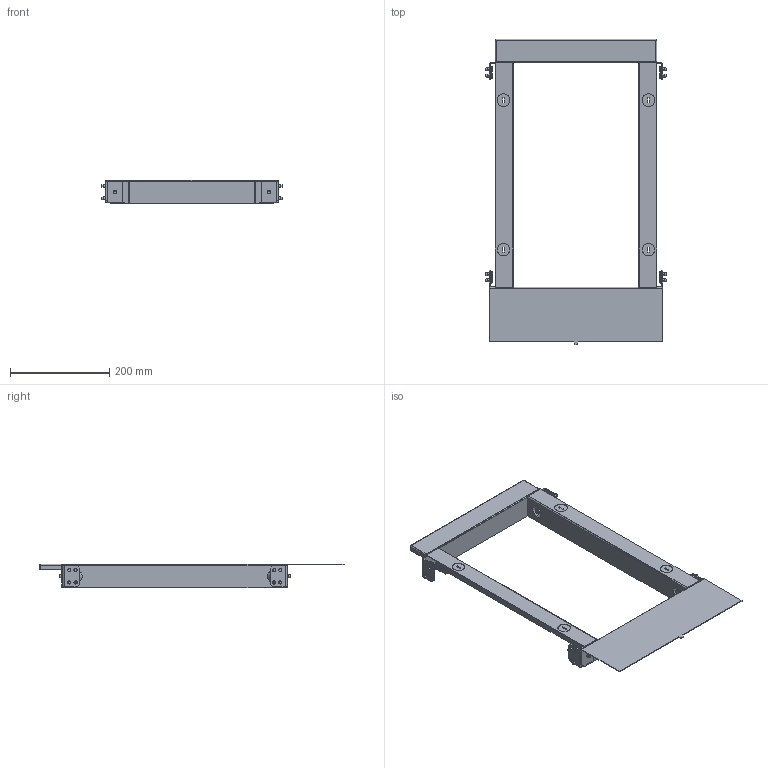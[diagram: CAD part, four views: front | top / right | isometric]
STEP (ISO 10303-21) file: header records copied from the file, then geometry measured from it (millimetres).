
FILE_DESCRIPTION(('STEP AP214'),'1');
FILE_NAME('cctmp_D3524412-57FB-4222-ABD4-1BD139109A1C_2024_05_06_11_42_45_0648..stp','2024-05-06T09:42:46',('SIEMENS A&D'),('CADClick - www.CADClick.com'),'Spatial InterOp 3D',' ','unknown authorization');
FILE_SCHEMA(('AUTOMOTIVE_DESIGN'));
Length unit declared in the file: millimetre
Products named in the file (29): cc_unnamed; 2024_05_06_11_42_45_0633; 2024_05_06_11_42_45_0601; 2024_05_06_11_42_45_0570; 2024_05_06_11_42_45_0539; 2024_05_06_11_42_45_0508; 2024_05_06_11_42_45_0476; 2024_05_06_11_42_45_0445; 2024_05_06_11_42_45_0414; 2024_05_06_11_42_45_0383; 2024_05_06_11_42_45_0351; 2024_05_06_11_42_45_0320; 2024_05_06_11_42_45_0289; 2024_05_06_11_42_45_0258; 2024_05_06_11_42_45_0226; 2024_05_06_11_42_45_0195; 2024_05_06_11_42_45_0164; 2024_05_06_11_42_45_0133; 2024_05_06_11_42_45_0101; 2024_05_06_11_42_45_0070; 2024_05_06_11_42_45_0032; 2024_05_06_11_42_45_0001; 2024_05_06_11_42_44_0969; 2024_05_06_11_42_44_0938; 2024_05_06_11_42_44_0907; 2024_05_06_11_42_44_0844; 2024_05_06_11_42_44_0813; 2024_05_06_11_42_44_0782; 2024_05_06_11_42_44_0751
Assembly tree (28 placements, depth 2):
  cc_unnamed
    2024_05_06_11_42_45_0633
    2024_05_06_11_42_45_0601
    2024_05_06_11_42_45_0570
    2024_05_06_11_42_45_0539
    2024_05_06_11_42_45_0508
    2024_05_06_11_42_45_0476
    2024_05_06_11_42_45_0445
    2024_05_06_11_42_45_0414
    2024_05_06_11_42_45_0383
    2024_05_06_11_42_45_0351
    2024_05_06_11_42_45_0320
    2024_05_06_11_42_45_0289
    2024_05_06_11_42_45_0258
    2024_05_06_11_42_45_0226
    2024_05_06_11_42_45_0195
    2024_05_06_11_42_45_0164
    2024_05_06_11_42_45_0133
    2024_05_06_11_42_45_0101
    2024_05_06_11_42_45_0070
    2024_05_06_11_42_45_0032
    2024_05_06_11_42_45_0001
    2024_05_06_11_42_44_0969
    2024_05_06_11_42_44_0938
    2024_05_06_11_42_44_0907
    2024_05_06_11_42_44_0844
    2024_05_06_11_42_44_0813
    2024_05_06_11_42_44_0782
    2024_05_06_11_42_44_0751
Bounding box: 366 x 616 x 48 mm (x, y, z)
Volume: 288326.5 mm3; surface area: 379574.5 mm2
Topology: 28 solids, 28 shells, 540 faces, 1268 edges, 820 vertices
Faces by surface type: cylinder 230, plane 230, cone 80
Entity records: 20962 total; most frequent: DIRECTION 2966, CARTESIAN_POINT 2657, ORIENTED_EDGE 2536, EDGE_CURVE 1268, AXIS2_PLACEMENT_3D 1129, VERTEX_POINT 820, LINE 708, VECTOR 708
